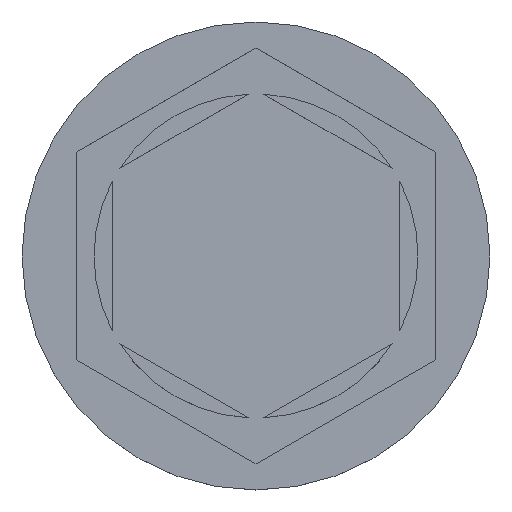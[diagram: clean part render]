
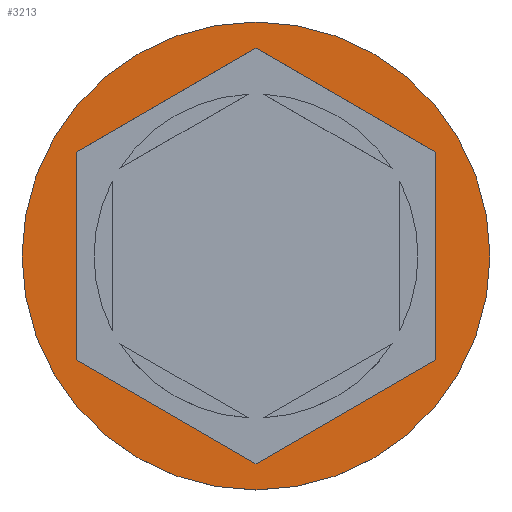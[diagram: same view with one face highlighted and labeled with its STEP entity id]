
A CAD part, top view. The second image highlights one B-rep face of the part: STEP entity #3213.
In plain terms, the highlighted planar face has unit normal (0, 0, 1).
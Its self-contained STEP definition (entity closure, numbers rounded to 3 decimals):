
#44 = DIRECTION ( 'NONE',  ( 0., 1., 0. ) ) ;
#59 = CARTESIAN_POINT ( 'NONE',  ( 0., -5.774, 0. ) ) ;
#117 = CARTESIAN_POINT ( 'NONE',  ( -5., 2.887, 0. ) ) ;
#237 = EDGE_CURVE ( 'NONE', #2047, #2934, #1426, .T. ) ;
#263 = FACE_BOUND ( 'NONE', #3335, .T. ) ;
#303 = EDGE_CURVE ( 'NONE', #2883, #1116, #2507, .T. ) ;
#340 = DIRECTION ( 'NONE',  ( 0., 0., 1. ) ) ;
#502 = EDGE_CURVE ( 'NONE', #2634, #3178, #1089, .T. ) ;
#503 = DIRECTION ( 'NONE',  ( 0., -1., 0. ) ) ;
#527 = AXIS2_PLACEMENT_3D ( 'NONE', #2528, #3298, #1132 ) ;
#573 = CARTESIAN_POINT ( 'NONE',  ( -5., -2.887, 0. ) ) ;
#633 = DIRECTION ( 'NONE',  ( 1., 0., 0. ) ) ;
#641 = VECTOR ( 'NONE', #3110, 1000. ) ;
#695 = LINE ( 'NONE', #1252, #824 ) ;
#709 = VECTOR ( 'NONE', #2072, 1000. ) ;
#795 = EDGE_CURVE ( 'NONE', #2717, #2555, #3017, .T. ) ;
#824 = VECTOR ( 'NONE', #1183, 1000. ) ;
#836 = DIRECTION ( 'NONE',  ( 0., 0., 1. ) ) ;
#866 = EDGE_CURVE ( 'NONE', #2555, #2634, #695, .T. ) ;
#934 = AXIS2_PLACEMENT_3D ( 'NONE', #2886, #340, #633 ) ;
#952 = CARTESIAN_POINT ( 'NONE',  ( 0., 5.774, 0. ) ) ;
#1089 = LINE ( 'NONE', #2423, #1559 ) ;
#1116 = VERTEX_POINT ( 'NONE', #1548 ) ;
#1132 = DIRECTION ( 'NONE',  ( 1., 0., 0. ) ) ;
#1183 = DIRECTION ( 'NONE',  ( -0.866, -0.5, 0. ) ) ;
#1209 = CARTESIAN_POINT ( 'NONE',  ( 5., -2.887, 0. ) ) ;
#1252 = CARTESIAN_POINT ( 'NONE',  ( 0., 5.774, 0. ) ) ;
#1352 = EDGE_LOOP ( 'NONE', ( #3604, #2427 ) ) ;
#1368 = FACE_OUTER_BOUND ( 'NONE', #1352, .T. ) ;
#1391 = VECTOR ( 'NONE', #1596, 1000. ) ;
#1417 = DIRECTION ( 'NONE',  ( 1., 0., 0. ) ) ;
#1426 = LINE ( 'NONE', #59, #641 ) ;
#1489 = CARTESIAN_POINT ( 'NONE',  ( 5., 2.887, 0. ) ) ;
#1548 = CARTESIAN_POINT ( 'NONE',  ( 6.5, 0., 0. ) ) ;
#1559 = VECTOR ( 'NONE', #503, 1000. ) ;
#1566 = AXIS2_PLACEMENT_3D ( 'NONE', #2494, #836, #1417 ) ;
#1596 = DIRECTION ( 'NONE',  ( -0.866, 0.5, 0. ) ) ;
#1598 = EDGE_CURVE ( 'NONE', #1116, #2883, #2101, .T. ) ;
#1787 = LINE ( 'NONE', #2395, #709 ) ;
#1799 = VECTOR ( 'NONE', #44, 1000. ) ;
#1818 = EDGE_CURVE ( 'NONE', #2934, #2717, #2871, .T. ) ;
#1853 = ORIENTED_EDGE ( 'NONE', *, *, #237, .F. ) ;
#2047 = VERTEX_POINT ( 'NONE', #3075 ) ;
#2072 = DIRECTION ( 'NONE',  ( 0.866, -0.5, 0. ) ) ;
#2101 = CIRCLE ( 'NONE', #527, 6.5 ) ;
#2259 = EDGE_CURVE ( 'NONE', #3178, #2047, #1787, .T. ) ;
#2395 = CARTESIAN_POINT ( 'NONE',  ( -5., -2.887, 0. ) ) ;
#2414 = CARTESIAN_POINT ( 'NONE',  ( 5., 2.887, 0. ) ) ;
#2423 = CARTESIAN_POINT ( 'NONE',  ( -5., 2.887, 0. ) ) ;
#2427 = ORIENTED_EDGE ( 'NONE', *, *, #303, .T. ) ;
#2494 = CARTESIAN_POINT ( 'NONE',  ( 0., 0., 0. ) ) ;
#2507 = CIRCLE ( 'NONE', #934, 6.5 ) ;
#2528 = CARTESIAN_POINT ( 'NONE',  ( 0., 0., 0. ) ) ;
#2537 = CARTESIAN_POINT ( 'NONE',  ( -6.5, 0., 0. ) ) ;
#2555 = VERTEX_POINT ( 'NONE', #952 ) ;
#2631 = ORIENTED_EDGE ( 'NONE', *, *, #866, .F. ) ;
#2634 = VERTEX_POINT ( 'NONE', #117 ) ;
#2717 = VERTEX_POINT ( 'NONE', #1489 ) ;
#2719 = ORIENTED_EDGE ( 'NONE', *, *, #2259, .F. ) ;
#2815 = CARTESIAN_POINT ( 'NONE',  ( 5., -2.887, 0. ) ) ;
#2871 = LINE ( 'NONE', #2815, #1799 ) ;
#2883 = VERTEX_POINT ( 'NONE', #2537 ) ;
#2886 = CARTESIAN_POINT ( 'NONE',  ( 0., 0., 0. ) ) ;
#2934 = VERTEX_POINT ( 'NONE', #1209 ) ;
#3017 = LINE ( 'NONE', #2414, #1391 ) ;
#3075 = CARTESIAN_POINT ( 'NONE',  ( 0., -5.774, 0. ) ) ;
#3076 = PLANE ( 'NONE',  #1566 ) ;
#3110 = DIRECTION ( 'NONE',  ( 0.866, 0.5, 0. ) ) ;
#3178 = VERTEX_POINT ( 'NONE', #573 ) ;
#3213 = ADVANCED_FACE ( 'NONE', ( #263, #1368 ), #3076, .T. ) ;
#3253 = ORIENTED_EDGE ( 'NONE', *, *, #795, .F. ) ;
#3298 = DIRECTION ( 'NONE',  ( 0., 0., 1. ) ) ;
#3335 = EDGE_LOOP ( 'NONE', ( #3253, #3432, #1853, #2719, #3581, #2631 ) ) ;
#3432 = ORIENTED_EDGE ( 'NONE', *, *, #1818, .F. ) ;
#3581 = ORIENTED_EDGE ( 'NONE', *, *, #502, .F. ) ;
#3604 = ORIENTED_EDGE ( 'NONE', *, *, #1598, .T. ) ;
